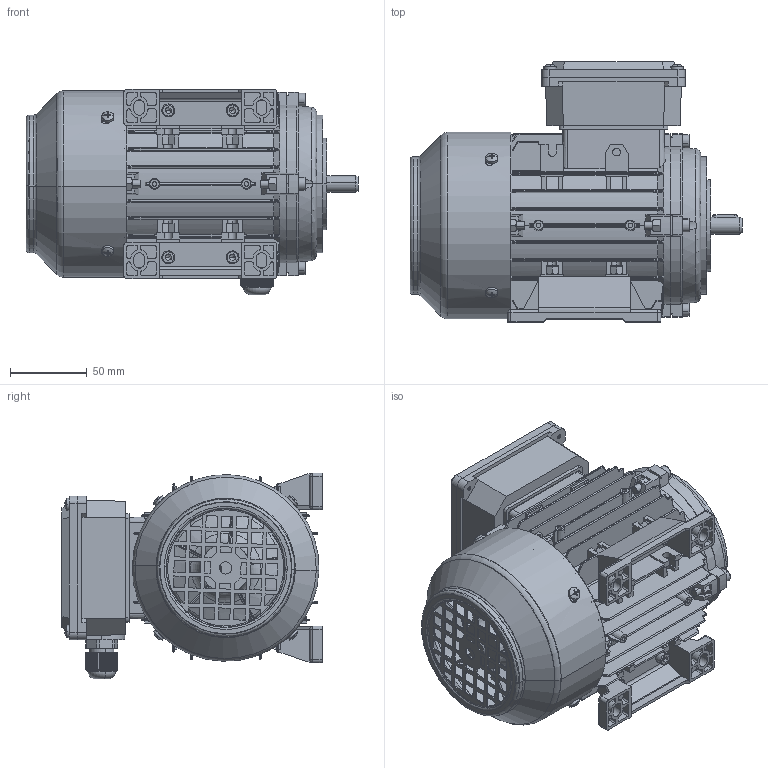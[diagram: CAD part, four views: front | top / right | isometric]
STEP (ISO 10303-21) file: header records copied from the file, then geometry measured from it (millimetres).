
FILE_DESCRIPTION (( 'STEP AP203' ), '1' );
FILE_NAME ('TAN63 B34.STEP', '2016-07-18T07:42:00', ( 'USER' ), ( 'MS' ), 'SwSTEP 2.0', 'SolidWorks 2008', '' );
FILE_SCHEMA (( 'CONFIG_CONTROL_DESIGN' ));
Length unit declared in the file: millimetre
Products named in the file (16): MS63-71 新接线盒座_默认; TA63风罩_默认; Plain parallel keys_GB_CONNECTING_PIECE_KEYS_CSK 4X16; Hexagon socket head cap screws GB_GB_FASTENER_SCREWS_HSHCS M5X25-N; TAN63 底脚_默认; TAN63 B34; TAN63 机壳_默认; TAN63 后盖_默认; MS63 风叶_默认; MS63-71 新接线盒盖_默认; 出线螺套M16_默认; TAN63 转轴_默认; Cross recessed thread forming screws GB_GB_CROSS_SCREWS_TYPE138 M4X10-N; Hexagon nuts grade C GB_GB_FASTENER_NUT_SNC1 M5-N; Hexagon socket head cap screws GB_GB_FASTENER_SCREWS_HSHCS M5X16-N; TAN63 B14盖_默认
Assembly tree (44 placements, depth 2):
  TAN63 B34
    Hexagon socket head cap screws GB_GB_FASTENER_SCREWS_HSHCS M5X25-N  x8
    Plain parallel keys_GB_CONNECTING_PIECE_KEYS_CSK 4X16
    TA63风罩_默认
    Cross recessed thread forming screws GB_GB_CROSS_SCREWS_TYPE138 M4X10-N  x8
    Hexagon nuts grade C GB_GB_FASTENER_NUT_SNC1 M5-N  x12
    MS63-71 新接线盒盖_默认
    Hexagon socket head cap screws GB_GB_FASTENER_SCREWS_HSHCS M5X16-N  x4
    TAN63 B14盖_默认
    TAN63 转轴_默认
    MS63-71 新接线盒座_默认
    出线螺套M16_默认
    MS63 风叶_默认
    TAN63 机壳_默认
    TAN63 后盖_默认
    TAN63 底脚_默认  x2
Bounding box: 217 x 170 x 134.54 mm (x, y, z)
Volume: 483462.7 mm3; surface area: 415300.8 mm2
Topology: 44 solids, 44 shells, 4214 faces, 11043 edges, 6978 vertices
Faces by surface type: plane 2077, cylinder 1079, bspline 494, cone 337, torus 191, sphere 36
Entity records: 124866 total; most frequent: CARTESIAN_POINT 40316, ORIENTED_EDGE 18440, DIRECTION 15518, EDGE_CURVE 9220, VERTEX_POINT 5870, AXIS2_PLACEMENT_3D 5389, VECTOR 4740, LINE 4740
